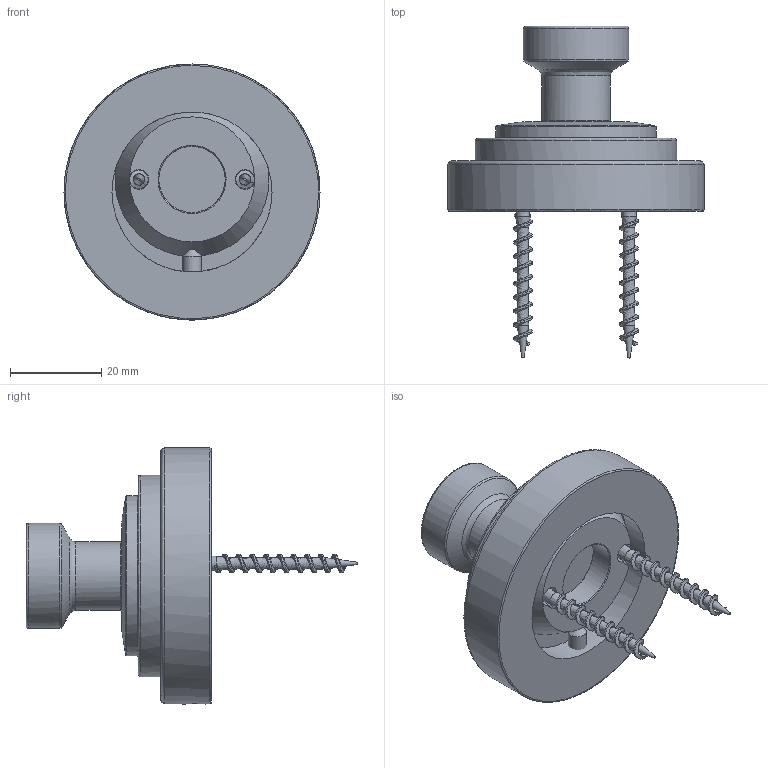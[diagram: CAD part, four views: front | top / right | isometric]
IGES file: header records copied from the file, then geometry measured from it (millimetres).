
Global section: file name: N7632; native system: Autodesk Inventor 2016; preprocessor: unknown; author: rclarke; date: 20161007.091442; units: millimetre
Bounding box: 56 x 72.6 x 56 mm (x, y, z)
Volume: 40611.1 mm3; surface area: 19347.7 mm2
Topology: 7 solids, 7 shells, 145 faces, 400 edges, 282 vertices
Faces by surface type: bspline 145
